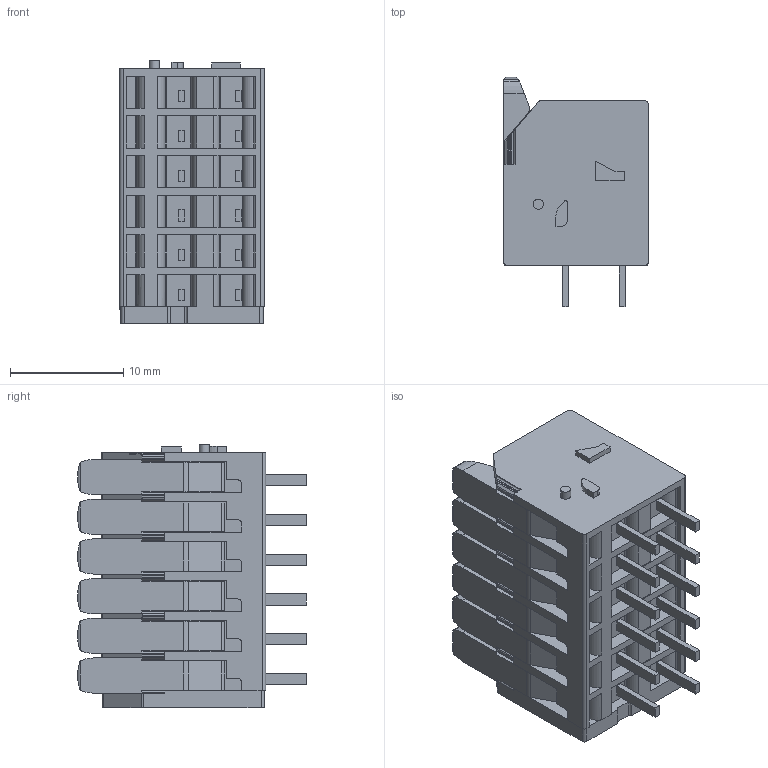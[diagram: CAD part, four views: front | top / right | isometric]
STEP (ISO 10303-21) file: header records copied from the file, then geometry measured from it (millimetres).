
FILE_DESCRIPTION(/* description */ ('STEP AP214'),/* implementation_level */ '2;1');
FILE_NAME(/* name */ '2601-3106',/* time_stamp */ '2025-03-31T00:41:25+02:00',/* author */ ('License CC BY-ND 4.0'),/* organization */ ('CADENAS'),/* preprocessor_version */ 'ST-DEVELOPER v19.3',/* originating_system */ 'PARTsolutions',/* authorisation */ ' ');
FILE_SCHEMA (('AUTOMOTIVE_DESIGN {1 0 10303 214 3 1 1}'));
Length unit declared in the file: millimetre
Products named in the file (1): 2601-3106
Bounding box: 12.75 x 20.18 x 23.25 mm (x, y, z)
Volume: 3688.6 mm3; surface area: 3090.7 mm2
Topology: 1 solids, 1 shells, 788 faces, 2208 edges, 1468 vertices
Faces by surface type: plane 469, cylinder 319
Full cylindrical faces by diameter (mm): 0.9 x1
Entity records: 30987 total; most frequent: CARTESIAN_POINT 4611, ORIENTED_EDGE 4414, DIRECTION 4342, EDGE_CURVE 2207, LINE 1552, VECTOR 1552, VERTEX_POINT 1468, AXIS2_PLACEMENT_3D 1395
